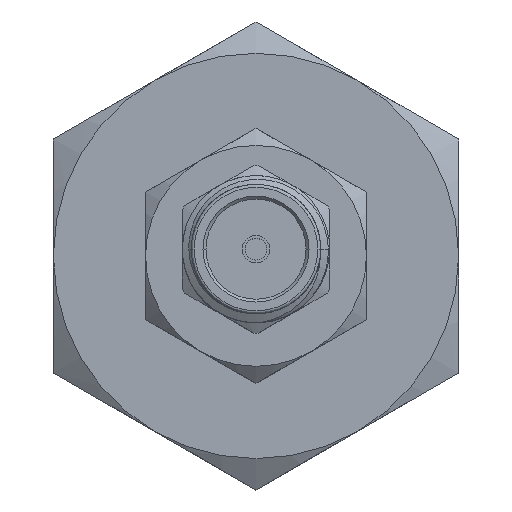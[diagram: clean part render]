
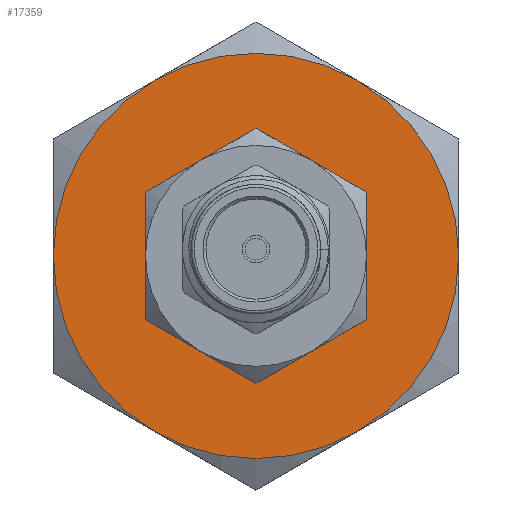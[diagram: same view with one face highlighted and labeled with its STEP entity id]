
A CAD part, top view. The second image highlights one B-rep face of the part: STEP entity #17359.
In plain terms, the highlighted face is planar.
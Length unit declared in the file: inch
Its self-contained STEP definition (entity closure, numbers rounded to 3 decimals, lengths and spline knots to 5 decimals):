
#34 = EDGE_CURVE ( 'NONE', #4400, #14087, #25060, .T. ) ;
#562 = CARTESIAN_POINT ( 'NONE',  ( 0.8, 0., 0. ) ) ;
#571 = CARTESIAN_POINT ( 'NONE',  ( 0.8, 0.10825, -0.1875 ) ) ;
#1050 = CARTESIAN_POINT ( 'NONE',  ( 0.8, 0., 0. ) ) ;
#1386 = DIRECTION ( 'NONE',  ( 0., 0.5, -0.866 ) ) ;
#1969 = AXIS2_PLACEMENT_3D ( 'NONE', #23483, #17168, #25262 ) ;
#2381 = ORIENTED_EDGE ( 'NONE', *, *, #21351, .T. ) ;
#3177 = LINE ( 'NONE', #25675, #10601 ) ;
#4090 = ORIENTED_EDGE ( 'NONE', *, *, #34, .F. ) ;
#4349 = VECTOR ( 'NONE', #7672, 39.37008 ) ;
#4381 = CARTESIAN_POINT ( 'NONE',  ( 0.8, -0.29791, -0.172 ) ) ;
#4400 = VERTEX_POINT ( 'NONE', #18432 ) ;
#4626 = AXIS2_PLACEMENT_3D ( 'NONE', #14140, #16233, #24967 ) ;
#4851 = CIRCLE ( 'NONE', #16369, 0.344 ) ;
#5090 = ORIENTED_EDGE ( 'NONE', *, *, #26511, .F. ) ;
#5119 = DIRECTION ( 'NONE',  ( 0., 0., 1. ) ) ;
#5376 = CARTESIAN_POINT ( 'NONE',  ( 0.8, 0.21651, 0. ) ) ;
#5578 = CARTESIAN_POINT ( 'NONE',  ( 0.8, 0., 0. ) ) ;
#5678 = FACE_OUTER_BOUND ( 'NONE', #8244, .T. ) ;
#6203 = CARTESIAN_POINT ( 'NONE',  ( 0.8, 0., -0.344 ) ) ;
#6974 = CARTESIAN_POINT ( 'NONE',  ( 0.8, 0.21651, 0. ) ) ;
#7054 = AXIS2_PLACEMENT_3D ( 'NONE', #18213, #26483, #26758 ) ;
#7169 = PLANE ( 'NONE',  #23568 ) ;
#7547 = CARTESIAN_POINT ( 'NONE',  ( 0.8, -0.21651, 0. ) ) ;
#7610 = DIRECTION ( 'NONE',  ( 0., -0.5, 0.866 ) ) ;
#7672 = DIRECTION ( 'NONE',  ( 0., -0.5, -0.866 ) ) ;
#7940 = DIRECTION ( 'NONE',  ( 0., 0.5, 0.866 ) ) ;
#8132 = EDGE_CURVE ( 'NONE', #9295, #26032, #22621, .T. ) ;
#8244 = EDGE_LOOP ( 'NONE', ( #2381, #18201, #9930, #20264, #21600, #9385 ) ) ;
#8677 = CARTESIAN_POINT ( 'NONE',  ( 0.8, -0.10825, -0.1875 ) ) ;
#8751 = DIRECTION ( 'NONE',  ( 1., 0., 0. ) ) ;
#9295 = VERTEX_POINT ( 'NONE', #571 ) ;
#9385 = ORIENTED_EDGE ( 'NONE', *, *, #10234, .T. ) ;
#9695 = VECTOR ( 'NONE', #1386, 39.37008 ) ;
#9779 = EDGE_LOOP ( 'NONE', ( #19893, #24832, #15610, #5090, #4090, #13046 ) ) ;
#9930 = ORIENTED_EDGE ( 'NONE', *, *, #15596, .T. ) ;
#9935 = DIRECTION ( 'NONE',  ( 1., 0., 0. ) ) ;
#10225 = CARTESIAN_POINT ( 'NONE',  ( 0.8, 0.10825, 0.1875 ) ) ;
#10234 = EDGE_CURVE ( 'NONE', #11463, #18177, #15510, .T. ) ;
#10494 = LINE ( 'NONE', #5376, #13438 ) ;
#10601 = VECTOR ( 'NONE', #25939, 39.37008 ) ;
#10670 = EDGE_CURVE ( 'NONE', #25916, #9295, #3177, .T. ) ;
#10977 = CIRCLE ( 'NONE', #1969, 0.344 ) ;
#11225 = AXIS2_PLACEMENT_3D ( 'NONE', #562, #8751, #18857 ) ;
#11463 = VERTEX_POINT ( 'NONE', #19549 ) ;
#12283 = VECTOR ( 'NONE', #19139, 39.37008 ) ;
#12459 = VERTEX_POINT ( 'NONE', #4381 ) ;
#12865 = CIRCLE ( 'NONE', #11225, 0.344 ) ;
#13046 = ORIENTED_EDGE ( 'NONE', *, *, #25821, .F. ) ;
#13047 = CARTESIAN_POINT ( 'NONE',  ( 0.8, 0.10825, 0.1875 ) ) ;
#13438 = VECTOR ( 'NONE', #7610, 39.37008 ) ;
#13605 = DIRECTION ( 'NONE',  ( -1., 0., 0. ) ) ;
#13768 = CIRCLE ( 'NONE', #7054, 0.344 ) ;
#13993 = DIRECTION ( 'NONE',  ( 0., 0., -1. ) ) ;
#14087 = VERTEX_POINT ( 'NONE', #7547 ) ;
#14140 = CARTESIAN_POINT ( 'NONE',  ( 0.8, 0., 0. ) ) ;
#14530 = VECTOR ( 'NONE', #7940, 39.37008 ) ;
#14745 = FACE_BOUND ( 'NONE', #9779, .T. ) ;
#15244 = EDGE_CURVE ( 'NONE', #26032, #16579, #10494, .T. ) ;
#15510 = CIRCLE ( 'NONE', #4626, 0.344 ) ;
#15596 = EDGE_CURVE ( 'NONE', #24642, #12459, #13768, .T. ) ;
#15610 = ORIENTED_EDGE ( 'NONE', *, *, #10670, .F. ) ;
#16233 = DIRECTION ( 'NONE',  ( 1., 0., 0. ) ) ;
#16369 = AXIS2_PLACEMENT_3D ( 'NONE', #26573, #9935, #24247 ) ;
#16579 = VERTEX_POINT ( 'NONE', #10225 ) ;
#17168 = DIRECTION ( 'NONE',  ( 1., 0., 0. ) ) ;
#17359 = ADVANCED_FACE ( 'NONE', ( #14745, #5678 ), #7169, .F. ) ;
#17421 = VERTEX_POINT ( 'NONE', #22214 ) ;
#17817 = LINE ( 'NONE', #13047, #12283 ) ;
#18040 = CARTESIAN_POINT ( 'NONE',  ( 0.8, -0.10825, 0.1875 ) ) ;
#18177 = VERTEX_POINT ( 'NONE', #19607 ) ;
#18201 = ORIENTED_EDGE ( 'NONE', *, *, #24908, .T. ) ;
#18213 = CARTESIAN_POINT ( 'NONE',  ( 0.8, 0., 0. ) ) ;
#18391 = CARTESIAN_POINT ( 'NONE',  ( 0.8, 0.10825, -0.1875 ) ) ;
#18432 = CARTESIAN_POINT ( 'NONE',  ( 0.8, -0.10825, 0.1875 ) ) ;
#18857 = DIRECTION ( 'NONE',  ( 0., 0., -1. ) ) ;
#19126 = LINE ( 'NONE', #25513, #9695 ) ;
#19139 = DIRECTION ( 'NONE',  ( 0., -1., 0. ) ) ;
#19549 = CARTESIAN_POINT ( 'NONE',  ( 0.8, 0.29791, -0.172 ) ) ;
#19607 = CARTESIAN_POINT ( 'NONE',  ( 0.8, 0.29791, 0.172 ) ) ;
#19893 = ORIENTED_EDGE ( 'NONE', *, *, #15244, .F. ) ;
#20264 = ORIENTED_EDGE ( 'NONE', *, *, #26677, .T. ) ;
#21351 = EDGE_CURVE ( 'NONE', #18177, #17421, #26593, .T. ) ;
#21600 = ORIENTED_EDGE ( 'NONE', *, *, #25690, .T. ) ;
#22214 = CARTESIAN_POINT ( 'NONE',  ( 0.8, 0., 0.344 ) ) ;
#22621 = LINE ( 'NONE', #18391, #14530 ) ;
#23483 = CARTESIAN_POINT ( 'NONE',  ( 0.8, 0., 0. ) ) ;
#23568 = AXIS2_PLACEMENT_3D ( 'NONE', #1050, #13605, #5119 ) ;
#24247 = DIRECTION ( 'NONE',  ( 0., 0., -1. ) ) ;
#24622 = CARTESIAN_POINT ( 'NONE',  ( 0.8, -0.29791, 0.172 ) ) ;
#24642 = VERTEX_POINT ( 'NONE', #24622 ) ;
#24832 = ORIENTED_EDGE ( 'NONE', *, *, #8132, .F. ) ;
#24908 = EDGE_CURVE ( 'NONE', #17421, #24642, #12865, .T. ) ;
#24967 = DIRECTION ( 'NONE',  ( 0., 0., -1. ) ) ;
#25060 = LINE ( 'NONE', #18040, #4349 ) ;
#25262 = DIRECTION ( 'NONE',  ( 0., 0., -1. ) ) ;
#25356 = VERTEX_POINT ( 'NONE', #6203 ) ;
#25513 = CARTESIAN_POINT ( 'NONE',  ( 0.8, -0.21651, 0. ) ) ;
#25675 = CARTESIAN_POINT ( 'NONE',  ( 0.8, -0.10825, -0.1875 ) ) ;
#25690 = EDGE_CURVE ( 'NONE', #25356, #11463, #10977, .T. ) ;
#25821 = EDGE_CURVE ( 'NONE', #16579, #4400, #17817, .T. ) ;
#25916 = VERTEX_POINT ( 'NONE', #8677 ) ;
#25939 = DIRECTION ( 'NONE',  ( 0., 1., 0. ) ) ;
#26032 = VERTEX_POINT ( 'NONE', #6974 ) ;
#26265 = DIRECTION ( 'NONE',  ( 1., 0., 0. ) ) ;
#26483 = DIRECTION ( 'NONE',  ( 1., 0., 0. ) ) ;
#26511 = EDGE_CURVE ( 'NONE', #14087, #25916, #19126, .T. ) ;
#26573 = CARTESIAN_POINT ( 'NONE',  ( 0.8, 0., 0. ) ) ;
#26577 = AXIS2_PLACEMENT_3D ( 'NONE', #5578, #26265, #13993 ) ;
#26593 = CIRCLE ( 'NONE', #26577, 0.344 ) ;
#26677 = EDGE_CURVE ( 'NONE', #12459, #25356, #4851, .T. ) ;
#26758 = DIRECTION ( 'NONE',  ( 0., 0., -1. ) ) ;
